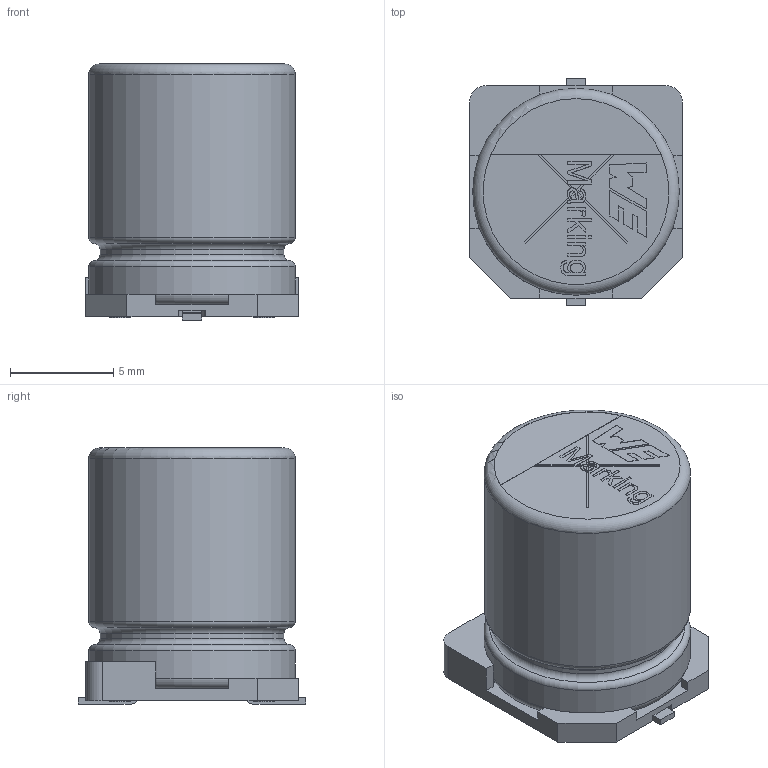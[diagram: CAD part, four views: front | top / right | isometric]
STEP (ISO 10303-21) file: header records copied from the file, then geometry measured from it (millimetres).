
FILE_DESCRIPTION(('Open CASCADE Model'),'2;1');
FILE_NAME('Open CASCADE Shape Model','2016-06-29T14:53:09',('Author'),( 'Open CASCADE'),'Open CASCADE STEP processor 6.8','Open CASCADE 6.8' ,'Unknown');
FILE_SCHEMA(('AUTOMOTIVE_DESIGN { 1 0 10303 214 1 1 1 1 }'));
Length unit declared in the file: millimetre
Products named in the file (4): PCB; 10x12.4x4.5.stp; capicitor_10x12.4x4.5; 10Capacitor
Assembly tree (3 placements, depth 3):
  PCB
    10x12.4x4.5.stp
      capicitor_10x12.4x4.5
  10Capacitor
Bounding box: 10.3 x 11 x 12.4 mm (x, y, z)
Volume: 965.8 mm3; surface area: 834 mm2
Topology: 2 solids, 2 shells, 242 faces, 637 edges, 423 vertices
Faces by surface type: plane 180, cylinder 39, extrusion 16, torus 7
Full cylindrical faces by diameter (mm): 1 x6, 1.2 x2, 1.25 x1, 1.45 x1, 2.45 x1, 2.65 x1, 3.65 x1, 3.85 x1, 7 x1, 8.9 x1, 10 x2
Entity records: 24905 total; most frequent: CARTESIAN_POINT 11414, DIRECTION 1805, ORIENTED_EDGE 1274, PCURVE 1274, DEFINITIONAL_REPRESENTATION 1274, VECTOR 1051, LINE 1035, B_SPLINE_CURVE_WITH_KNOTS 694
